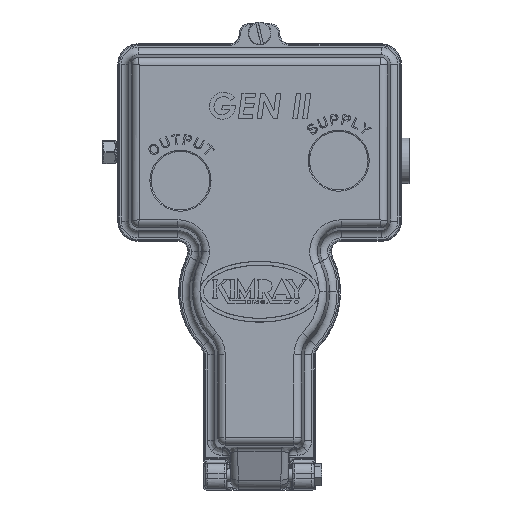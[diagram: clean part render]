
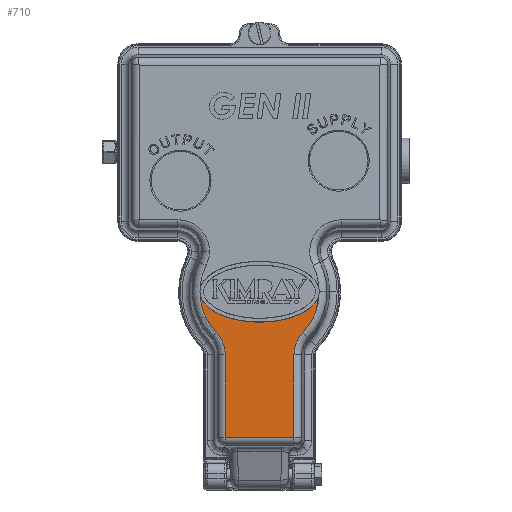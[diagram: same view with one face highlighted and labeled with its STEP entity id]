
A CAD part, top view. The second image highlights one B-rep face of the part: STEP entity #710.
In plain terms, the highlighted planar face has unit normal (0, 0, 1).
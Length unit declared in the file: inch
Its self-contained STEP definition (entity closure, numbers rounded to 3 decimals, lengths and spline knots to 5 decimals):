
#710 = ADVANCED_FACE ( 'NONE', ( #57674 ), #67802, .T. ) ;
#1440 = AXIS2_PLACEMENT_3D ( 'NONE', #27425, #68881, #32383 ) ;
#2390 = VERTEX_POINT ( 'NONE', #59244 ) ;
#3103 = CARTESIAN_POINT ( 'NONE',  ( 1.47255, -1.5, 5.322 ) ) ;
#3834 = EDGE_CURVE ( 'NONE', #54809, #41300, #76809, .T. ) ;
#7846 = DIRECTION ( 'NONE',  ( 1., 0., 0. ) ) ;
#8111 = CARTESIAN_POINT ( 'NONE',  ( 0.84755, -1.55624, 5.322 ) ) ;
#8897 = CARTESIAN_POINT ( 'NONE',  ( -1.47255, -1.5, 5.322 ) ) ;
#10417 = EDGE_CURVE ( 'NONE', #30920, #64840, #69562, .T. ) ;
#10792 = CARTESIAN_POINT ( 'NONE',  ( 0.84755, -1.55624, 5.322 ) ) ;
#13046 = ORIENTED_EDGE ( 'NONE', *, *, #10417, .T. ) ;
#13703 = DIRECTION ( 'NONE',  ( 0., 0., 1. ) ) ;
#15700 = CARTESIAN_POINT ( 'NONE',  ( -1.06351, -1.01851, 5.322 ) ) ;
#16125 = VECTOR ( 'NONE', #46956, 39.37008 ) ;
#16860 = VECTOR ( 'NONE', #32063, 39.37008 ) ;
#16873 = DIRECTION ( 'NONE',  ( 0., 0., -1. ) ) ;
#18613 = CARTESIAN_POINT ( 'NONE',  ( -1.625, -1.55624, 5.322 ) ) ;
#18861 = VERTEX_POINT ( 'NONE', #63540 ) ;
#19050 = CARTESIAN_POINT ( 'NONE',  ( -0.04795, -3.59755, 5.322 ) ) ;
#19837 =( BOUNDED_CURVE ( )  B_SPLINE_CURVE ( 3, ( #32571, #3103, #8897, #74283 ),
 .UNSPECIFIED., .F., .F. ) 
 B_SPLINE_CURVE_WITH_KNOTS ( ( 4, 4 ),
 ( 0., 3.14159 ),
 .UNSPECIFIED. ) 
 CURVE ( )  GEOMETRIC_REPRESENTATION_ITEM ( )  RATIONAL_B_SPLINE_CURVE ( ( 1., 0.333, 0.333, 1. ) ) 
 REPRESENTATION_ITEM ( '' )  );
#21061 = CIRCLE ( 'NONE', #58925, 1.47255 ) ;
#22622 = CARTESIAN_POINT ( 'NONE',  ( 1.625, -1.55624, 5.322 ) ) ;
#24361 = DIRECTION ( 'NONE',  ( 0., 0., -1. ) ) ;
#25648 = ORIENTED_EDGE ( 'NONE', *, *, #44621, .T. ) ;
#26368 = LINE ( 'NONE', #76461, #16125 ) ;
#26964 = VECTOR ( 'NONE', #62179, 39.37008 ) ;
#27425 = CARTESIAN_POINT ( 'NONE',  ( 0., 0., 5.322 ) ) ;
#28108 = CARTESIAN_POINT ( 'NONE',  ( 0.84755, -3.59755, 5.322 ) ) ;
#28476 = ORIENTED_EDGE ( 'NONE', *, *, #70549, .T. ) ;
#30569 = AXIS2_PLACEMENT_3D ( 'NONE', #22622, #16873, #51944 ) ;
#30920 = VERTEX_POINT ( 'NONE', #37534 ) ;
#31118 = EDGE_LOOP ( 'NONE', ( #49955, #28476, #13046, #35793, #70961, #61434, #25648, #44081 ) ) ;
#32063 = DIRECTION ( 'NONE',  ( 0., 1., 0. ) ) ;
#32383 = DIRECTION ( 'NONE',  ( 1., 0., 0. ) ) ;
#32571 = CARTESIAN_POINT ( 'NONE',  ( 1.47255, 0., 5.322 ) ) ;
#32577 = EDGE_CURVE ( 'NONE', #65521, #69280, #55755, .T. ) ;
#33516 = CIRCLE ( 'NONE', #74555, 0.77745 ) ;
#35793 = ORIENTED_EDGE ( 'NONE', *, *, #46062, .T. ) ;
#36426 = LINE ( 'NONE', #8111, #16860 ) ;
#37345 = CARTESIAN_POINT ( 'NONE',  ( 0., 0., 5.322 ) ) ;
#37534 = CARTESIAN_POINT ( 'NONE',  ( -1.47255, 0., 5.322 ) ) ;
#39940 = EDGE_CURVE ( 'NONE', #41300, #2390, #21061, .T. ) ;
#41300 = VERTEX_POINT ( 'NONE', #52805 ) ;
#41741 = DIRECTION ( 'NONE',  ( 1., 0., 0. ) ) ;
#42147 = EDGE_CURVE ( 'NONE', #18861, #65521, #26368, .T. ) ;
#43967 = DIRECTION ( 'NONE',  ( 0., 0., 1. ) ) ;
#44081 = ORIENTED_EDGE ( 'NONE', *, *, #3834, .T. ) ;
#44621 = EDGE_CURVE ( 'NONE', #69280, #54809, #36426, .T. ) ;
#46062 = EDGE_CURVE ( 'NONE', #64840, #18861, #33516, .T. ) ;
#46956 = DIRECTION ( 'NONE',  ( 0., -1., 0. ) ) ;
#49955 = ORIENTED_EDGE ( 'NONE', *, *, #39940, .T. ) ;
#51944 = DIRECTION ( 'NONE',  ( 1., 0., 0. ) ) ;
#52805 = CARTESIAN_POINT ( 'NONE',  ( 1.06351, -1.01851, 5.322 ) ) ;
#54809 = VERTEX_POINT ( 'NONE', #10792 ) ;
#55247 = DIRECTION ( 'NONE',  ( 1., 0., 0. ) ) ;
#55755 = LINE ( 'NONE', #19050, #26964 ) ;
#57674 = FACE_OUTER_BOUND ( 'NONE', #31118, .T. ) ;
#58925 = AXIS2_PLACEMENT_3D ( 'NONE', #37345, #13703, #55247 ) ;
#59244 = CARTESIAN_POINT ( 'NONE',  ( 1.47255, 0., 5.322 ) ) ;
#59922 = AXIS2_PLACEMENT_3D ( 'NONE', #61894, #43967, #7846 ) ;
#61434 = ORIENTED_EDGE ( 'NONE', *, *, #32577, .T. ) ;
#61894 = CARTESIAN_POINT ( 'NONE',  ( -0.04795, -8.90012, 5.322 ) ) ;
#62179 = DIRECTION ( 'NONE',  ( 1., 0., 0. ) ) ;
#63540 = CARTESIAN_POINT ( 'NONE',  ( -0.84755, -1.55624, 5.322 ) ) ;
#64840 = VERTEX_POINT ( 'NONE', #15700 ) ;
#65521 = VERTEX_POINT ( 'NONE', #67626 ) ;
#67626 = CARTESIAN_POINT ( 'NONE',  ( -0.84755, -3.59755, 5.322 ) ) ;
#67802 = PLANE ( 'NONE',  #59922 ) ;
#68881 = DIRECTION ( 'NONE',  ( 0., 0., 1. ) ) ;
#69280 = VERTEX_POINT ( 'NONE', #28108 ) ;
#69562 = CIRCLE ( 'NONE', #1440, 1.47255 ) ;
#70549 = EDGE_CURVE ( 'NONE', #2390, #30920, #19837, .T. ) ;
#70961 = ORIENTED_EDGE ( 'NONE', *, *, #42147, .T. ) ;
#74283 = CARTESIAN_POINT ( 'NONE',  ( -1.47255, 0., 5.322 ) ) ;
#74555 = AXIS2_PLACEMENT_3D ( 'NONE', #18613, #24361, #41741 ) ;
#76461 = CARTESIAN_POINT ( 'NONE',  ( -0.84755, -8.90012, 5.322 ) ) ;
#76809 = CIRCLE ( 'NONE', #30569, 0.77745 ) ;
